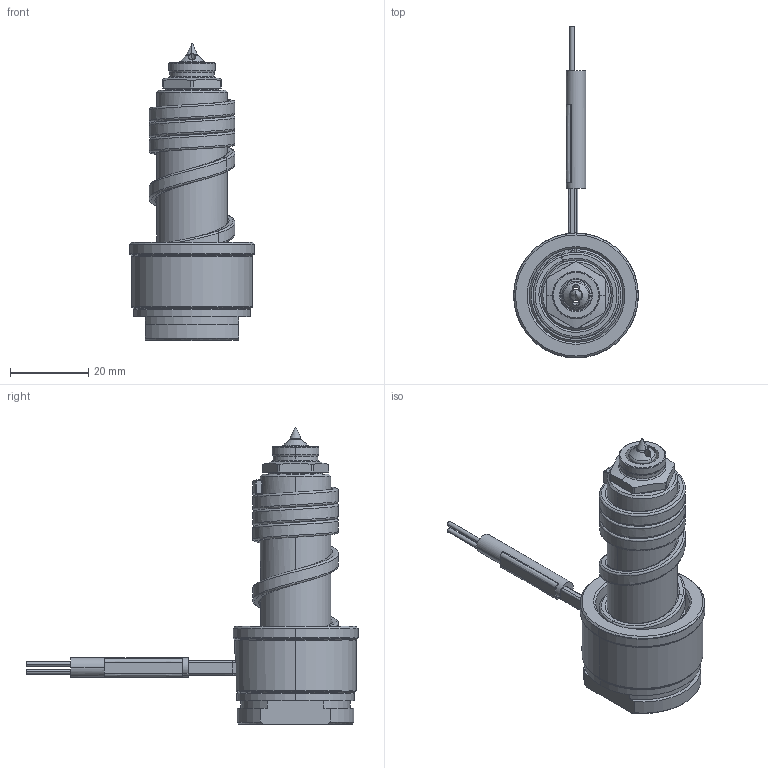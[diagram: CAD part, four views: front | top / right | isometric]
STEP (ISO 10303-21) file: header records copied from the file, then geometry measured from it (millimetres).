
FILE_DESCRIPTION((''),'2;1');
FILE_NAME('SM-76-BKS-N','2014-02-12T',('Íàòàëüÿ'),('IMID'),'PRO/ENGINEER BY PARAMETRIC TECHNOLOGY CORPORATION, 2010480','PRO/ENGINEER BY PARAMETRIC TECHNOLOGY CORPORATION, 2010480','');
FILE_SCHEMA(('CONFIG_CONTROL_DESIGN'));
Length unit declared in the file: millimetre
Products named in the file (1): SM-76-BKS-N
Bounding box: 32 x 85 x 76.2 mm (x, y, z)
Volume: 27738.5 mm3; surface area: 16550.5 mm2
Topology: 1 solids, 13 shells, 341 faces, 860 edges, 512 vertices
Faces by surface type: cylinder 122, cone 62, plane 56, bspline 53, torus 32, revolution 9, extrusion 7
Entity records: 16450 total; most frequent: CARTESIAN_POINT 8579, ORIENTED_EDGE 1660, DIRECTION 1574, EDGE_CURVE 850, AXIS2_PLACEMENT_3D 633, VERTEX_POINT 512, EDGE_LOOP 368, CIRCLE 360
